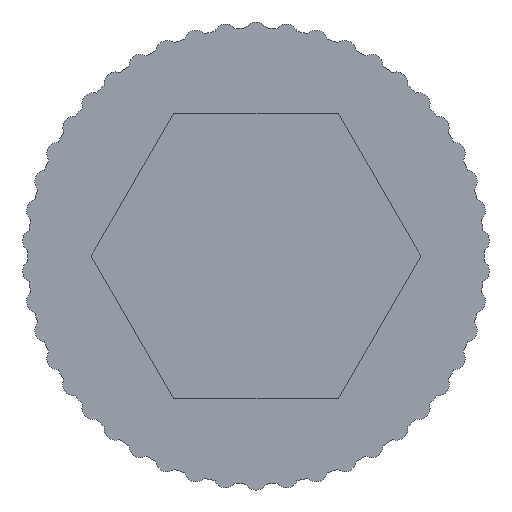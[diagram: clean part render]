
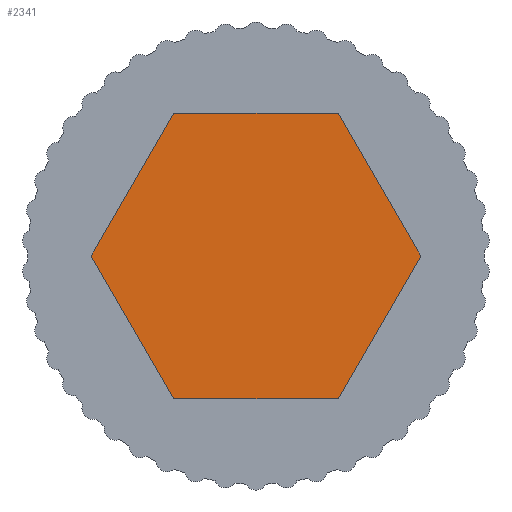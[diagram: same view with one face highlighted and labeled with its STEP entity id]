
A CAD part, front view. The second image highlights one B-rep face of the part: STEP entity #2341.
In plain terms, the highlighted planar face has unit normal (0, -1, 0).
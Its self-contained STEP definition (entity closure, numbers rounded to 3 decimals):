
#23 = AXIS2_PLACEMENT_3D ( 'NONE', #3908, #841, #242 ) ;
#39 = CARTESIAN_POINT ( 'NONE',  ( -2.887, 4., 5. ) ) ;
#55 = CARTESIAN_POINT ( 'NONE',  ( -2.887, 4., -5. ) ) ;
#68 = LINE ( 'NONE', #2586, #3591 ) ;
#242 = DIRECTION ( 'NONE',  ( 0., 0., 1. ) ) ;
#312 = LINE ( 'NONE', #1927, #741 ) ;
#356 = VERTEX_POINT ( 'NONE', #1668 ) ;
#372 = VECTOR ( 'NONE', #784, 1000. ) ;
#523 = LINE ( 'NONE', #2071, #372 ) ;
#599 = ORIENTED_EDGE ( 'NONE', *, *, #2919, .F. ) ;
#741 = VECTOR ( 'NONE', #4007, 1000. ) ;
#744 = VECTOR ( 'NONE', #2218, 1000. ) ;
#784 = DIRECTION ( 'NONE',  ( 0.5, 0., -0.866 ) ) ;
#841 = DIRECTION ( 'NONE',  ( 0., 1., 0. ) ) ;
#933 = ORIENTED_EDGE ( 'NONE', *, *, #1562, .F. ) ;
#967 = LINE ( 'NONE', #3364, #2227 ) ;
#997 = VERTEX_POINT ( 'NONE', #39 ) ;
#1105 = EDGE_CURVE ( 'NONE', #3710, #3050, #1238, .T. ) ;
#1182 = DIRECTION ( 'NONE',  ( 1., 0., 0. ) ) ;
#1204 = VECTOR ( 'NONE', #2401, 1000. ) ;
#1238 = LINE ( 'NONE', #55, #744 ) ;
#1318 = DIRECTION ( 'NONE',  ( -1., 0., 0. ) ) ;
#1332 = ORIENTED_EDGE ( 'NONE', *, *, #3618, .F. ) ;
#1468 = CARTESIAN_POINT ( 'NONE',  ( -5.774, 4., 0. ) ) ;
#1562 = EDGE_CURVE ( 'NONE', #356, #3377, #523, .T. ) ;
#1668 = CARTESIAN_POINT ( 'NONE',  ( 2.887, 4., 5. ) ) ;
#1739 = VERTEX_POINT ( 'NONE', #3627 ) ;
#1926 = EDGE_CURVE ( 'NONE', #1739, #3710, #68, .T. ) ;
#1927 = CARTESIAN_POINT ( 'NONE',  ( -5.774, 4., 0. ) ) ;
#2071 = CARTESIAN_POINT ( 'NONE',  ( 2.887, 4., 5. ) ) ;
#2102 = PLANE ( 'NONE',  #23 ) ;
#2161 = CARTESIAN_POINT ( 'NONE',  ( -2.887, 4., -5. ) ) ;
#2189 = CARTESIAN_POINT ( 'NONE',  ( 5.774, 4., 0. ) ) ;
#2218 = DIRECTION ( 'NONE',  ( -0.5, 0., 0.866 ) ) ;
#2227 = VECTOR ( 'NONE', #1182, 1000. ) ;
#2341 = ADVANCED_FACE ( 'NONE', ( #3942 ), #2102, .F. ) ;
#2401 = DIRECTION ( 'NONE',  ( -0.5, 0., -0.866 ) ) ;
#2586 = CARTESIAN_POINT ( 'NONE',  ( 2.887, 4., -5. ) ) ;
#2713 = EDGE_CURVE ( 'NONE', #997, #356, #967, .T. ) ;
#2852 = EDGE_LOOP ( 'NONE', ( #1332, #933, #3463, #599, #3130, #3611 ) ) ;
#2919 = EDGE_CURVE ( 'NONE', #3050, #997, #312, .T. ) ;
#3036 = LINE ( 'NONE', #3926, #1204 ) ;
#3050 = VERTEX_POINT ( 'NONE', #1468 ) ;
#3130 = ORIENTED_EDGE ( 'NONE', *, *, #1105, .F. ) ;
#3364 = CARTESIAN_POINT ( 'NONE',  ( -2.887, 4., 5. ) ) ;
#3377 = VERTEX_POINT ( 'NONE', #2189 ) ;
#3463 = ORIENTED_EDGE ( 'NONE', *, *, #2713, .F. ) ;
#3591 = VECTOR ( 'NONE', #1318, 1000. ) ;
#3611 = ORIENTED_EDGE ( 'NONE', *, *, #1926, .F. ) ;
#3618 = EDGE_CURVE ( 'NONE', #3377, #1739, #3036, .T. ) ;
#3627 = CARTESIAN_POINT ( 'NONE',  ( 2.887, 4., -5. ) ) ;
#3710 = VERTEX_POINT ( 'NONE', #2161 ) ;
#3908 = CARTESIAN_POINT ( 'NONE',  ( 0., 4., 0. ) ) ;
#3926 = CARTESIAN_POINT ( 'NONE',  ( 5.774, 4., 0. ) ) ;
#3942 = FACE_OUTER_BOUND ( 'NONE', #2852, .T. ) ;
#4007 = DIRECTION ( 'NONE',  ( 0.5, 0., 0.866 ) ) ;
